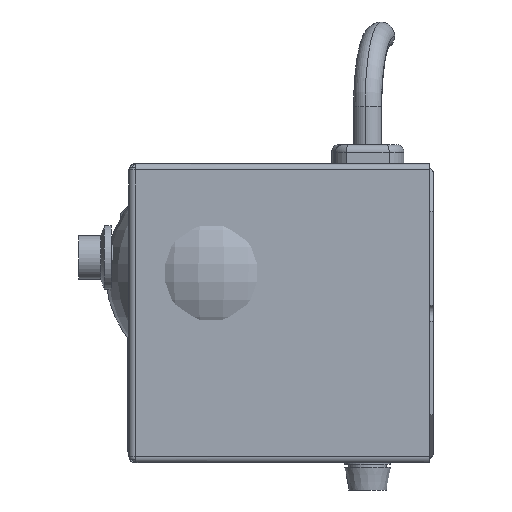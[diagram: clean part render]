
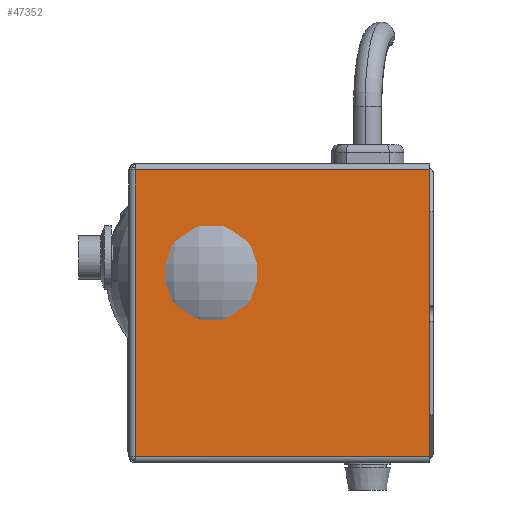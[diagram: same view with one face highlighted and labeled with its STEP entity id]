
A CAD part, left-side view. The second image highlights one B-rep face of the part: STEP entity #47352.
In plain terms, the highlighted planar face has unit normal (-1, 0, 0).
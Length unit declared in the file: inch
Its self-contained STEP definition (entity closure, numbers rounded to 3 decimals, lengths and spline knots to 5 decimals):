
#236 = VECTOR ( 'NONE', #44297, 39.37008 ) ;
#1149 = VERTEX_POINT ( 'NONE', #5048 ) ;
#1559 = EDGE_CURVE ( 'NONE', #5820, #31981, #42823, .T. ) ;
#1602 = EDGE_CURVE ( 'NONE', #50719, #5820, #7063, .T. ) ;
#2959 = LINE ( 'NONE', #19898, #26006 ) ;
#2971 = AXIS2_PLACEMENT_3D ( 'NONE', #36166, #36985, #53942 ) ;
#3908 = ORIENTED_EDGE ( 'NONE', *, *, #48249, .T. ) ;
#4888 = DIRECTION ( 'NONE',  ( -1., 0., 0. ) ) ;
#5048 = CARTESIAN_POINT ( 'NONE',  ( -6., 4., -1.9084 ) ) ;
#5820 = VERTEX_POINT ( 'NONE', #53624 ) ;
#6048 = CARTESIAN_POINT ( 'NONE',  ( -6., 4., 1.9084 ) ) ;
#7063 = LINE ( 'NONE', #27661, #236 ) ;
#9857 = CARTESIAN_POINT ( 'NONE',  ( -6., 0.082, 1.908 ) ) ;
#12278 = FACE_OUTER_BOUND ( 'NONE', #30955, .T. ) ;
#12675 = AXIS2_PLACEMENT_3D ( 'NONE', #20901, #17271, #33937 ) ;
#13368 = PLANE ( 'NONE',  #12675 ) ;
#17271 = DIRECTION ( 'NONE',  ( -1., 0., 0. ) ) ;
#17971 = DIRECTION ( 'NONE',  ( 0., 0., 1. ) ) ;
#18872 = AXIS2_PLACEMENT_3D ( 'NONE', #9857, #4888, #48202 ) ;
#19898 = CARTESIAN_POINT ( 'NONE',  ( -6., 0.0816, -1.9084 ) ) ;
#20901 = CARTESIAN_POINT ( 'NONE',  ( -6., 0.082, -1.908 ) ) ;
#21484 = VERTEX_POINT ( 'NONE', #6048 ) ;
#23931 = ORIENTED_EDGE ( 'NONE', *, *, #36988, .T. ) ;
#24930 = EDGE_CURVE ( 'NONE', #1149, #21484, #39074, .T. ) ;
#25183 = DIRECTION ( 'NONE',  ( 0., 1., 0. ) ) ;
#26006 = VECTOR ( 'NONE', #53812, 39.37008 ) ;
#27027 = VECTOR ( 'NONE', #17971, 39.37008 ) ;
#27473 = CARTESIAN_POINT ( 'NONE',  ( -6., 0.082, 1.9084 ) ) ;
#27661 = CARTESIAN_POINT ( 'NONE',  ( -6., 0.0816, 1.9084 ) ) ;
#30758 = CARTESIAN_POINT ( 'NONE',  ( -6., 0.0816, -1.908 ) ) ;
#30955 = EDGE_LOOP ( 'NONE', ( #49526, #45645, #52221, #3908, #23931, #48669 ) ) ;
#31363 = VECTOR ( 'NONE', #25183, 39.37008 ) ;
#31981 = VERTEX_POINT ( 'NONE', #27473 ) ;
#32685 = CARTESIAN_POINT ( 'NONE',  ( -6., 4., 1.9084 ) ) ;
#33937 = DIRECTION ( 'NONE',  ( 0., 0., 1. ) ) ;
#36166 = CARTESIAN_POINT ( 'NONE',  ( -6., 0.082, -1.908 ) ) ;
#36985 = DIRECTION ( 'NONE',  ( -1., 0., 0. ) ) ;
#36988 = EDGE_CURVE ( 'NONE', #37491, #50719, #50881, .T. ) ;
#37491 = VERTEX_POINT ( 'NONE', #52027 ) ;
#39074 = LINE ( 'NONE', #44366, #27027 ) ;
#42823 = CIRCLE ( 'NONE', #18872, 0.0004 ) ;
#44297 = DIRECTION ( 'NONE',  ( 0., 0., 1. ) ) ;
#44366 = CARTESIAN_POINT ( 'NONE',  ( -6., 4., 1.99 ) ) ;
#45645 = ORIENTED_EDGE ( 'NONE', *, *, #48226, .T. ) ;
#47352 = ADVANCED_FACE ( 'NONE', ( #12278 ), #13368, .T. ) ;
#48202 = DIRECTION ( 'NONE',  ( 0., 0., 1. ) ) ;
#48226 = EDGE_CURVE ( 'NONE', #31981, #21484, #50450, .T. ) ;
#48249 = EDGE_CURVE ( 'NONE', #1149, #37491, #2959, .T. ) ;
#48669 = ORIENTED_EDGE ( 'NONE', *, *, #1602, .T. ) ;
#49526 = ORIENTED_EDGE ( 'NONE', *, *, #1559, .T. ) ;
#50450 = LINE ( 'NONE', #32685, #31363 ) ;
#50719 = VERTEX_POINT ( 'NONE', #30758 ) ;
#50881 = CIRCLE ( 'NONE', #2971, 0.0004 ) ;
#52027 = CARTESIAN_POINT ( 'NONE',  ( -6., 0.082, -1.9084 ) ) ;
#52221 = ORIENTED_EDGE ( 'NONE', *, *, #24930, .F. ) ;
#53624 = CARTESIAN_POINT ( 'NONE',  ( -6., 0.0816, 1.908 ) ) ;
#53812 = DIRECTION ( 'NONE',  ( 0., -1., 0. ) ) ;
#53942 = DIRECTION ( 'NONE',  ( 0., 0., 1. ) ) ;
